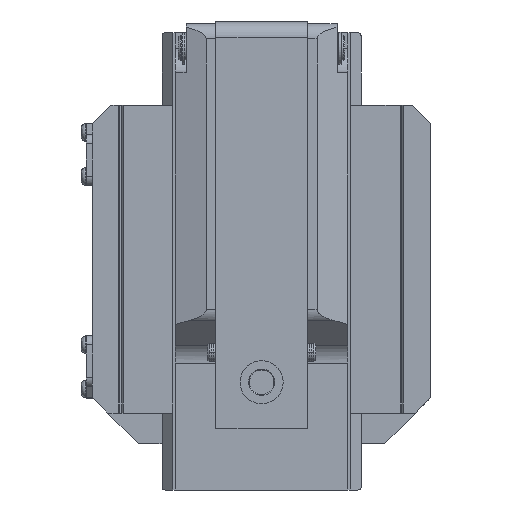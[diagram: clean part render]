
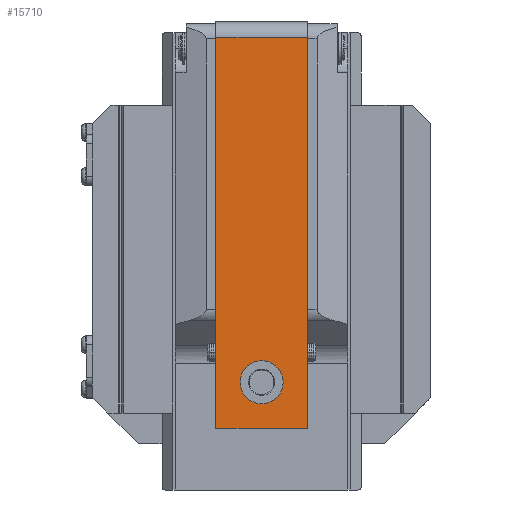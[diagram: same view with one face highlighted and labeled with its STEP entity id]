
A CAD part, left-side view. The second image highlights one B-rep face of the part: STEP entity #15710.
In plain terms, the highlighted planar face has unit normal (-1, 0, 0).
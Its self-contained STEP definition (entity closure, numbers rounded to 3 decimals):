
#3056=DIRECTION('',(0.,0.,1.));
#3057=VECTOR('',#3056,127.);
#3058=CARTESIAN_POINT('',(-114.5,14.85,-45.));
#3059=LINE('',#3058,#3057);
#3170=DIRECTION('',(0.,0.,1.));
#3171=VECTOR('',#3170,127.);
#3172=CARTESIAN_POINT('',(-114.5,-14.85,-45.));
#3173=LINE('',#3172,#3171);
#4778=DIRECTION('',(0.,-1.,0.));
#4779=VECTOR('',#4778,29.7);
#4780=CARTESIAN_POINT('',(-114.5,14.85,82.));
#4781=LINE('',#4780,#4779);
#4782=DIRECTION('',(0.,1.,0.));
#4783=VECTOR('',#4782,29.7);
#4784=CARTESIAN_POINT('',(-114.5,-14.85,-45.));
#4785=LINE('',#4784,#4783);
#4786=CARTESIAN_POINT('',(-114.5,0.,-30.));
#4787=DIRECTION('',(-1.,0.,0.));
#4788=DIRECTION('',(0.,0.,1.));
#4789=AXIS2_PLACEMENT_3D('',#4786,#4787,#4788);
#4791=CARTESIAN_POINT('',(-114.5,0.,-30.));
#4792=DIRECTION('',(-1.,0.,0.));
#4793=DIRECTION('',(0.,0.,-1.));
#4794=AXIS2_PLACEMENT_3D('',#4791,#4792,#4793);
#9114=CARTESIAN_POINT('',(-114.5,-14.85,-45.));
#9115=VERTEX_POINT('',#9114);
#9120=CARTESIAN_POINT('',(-114.5,14.85,-45.));
#9121=VERTEX_POINT('',#9120);
#9127=CARTESIAN_POINT('',(-114.5,-14.85,82.));
#9129=VERTEX_POINT('',#9127);
#9130=CARTESIAN_POINT('',(-114.5,14.85,82.));
#9131=VERTEX_POINT('',#9130);
#9432=CARTESIAN_POINT('',(-114.5,0.,-23.));
#9433=CARTESIAN_POINT('',(-114.5,0.,-37.));
#9434=VERTEX_POINT('',#9432);
#9435=VERTEX_POINT('',#9433);
#15692=CARTESIAN_POINT('',(-114.5,-14.85,-45.));
#15693=DIRECTION('',(-1.,0.,0.));
#15694=DIRECTION('',(0.,0.,1.));
#15695=AXIS2_PLACEMENT_3D('',#15692,#15693,#15694);
#15696=PLANE('',#15695);
#15697=ORIENTED_EDGE('',*,*,#15685,.T.);
#15698=ORIENTED_EDGE('',*,*,#13884,.F.);
#15700=ORIENTED_EDGE('',*,*,#15699,.T.);
#15701=ORIENTED_EDGE('',*,*,#13791,.T.);
#15702=EDGE_LOOP('',(#15697,#15698,#15700,#15701));
#15703=FACE_OUTER_BOUND('',#15702,.F.);
#15705=ORIENTED_EDGE('',*,*,#15704,.T.);
#15707=ORIENTED_EDGE('',*,*,#15706,.T.);
#15708=EDGE_LOOP('',(#15705,#15707));
#15709=FACE_BOUND('',#15708,.F.);
#15710=ADVANCED_FACE('',(#15703,#15709),#15696,.T.);
#4790=CIRCLE('',#4789,7.);
#4795=CIRCLE('',#4794,7.);
#13791=EDGE_CURVE('',#9121,#9131,#3059,.T.);
#13884=EDGE_CURVE('',#9115,#9129,#3173,.T.);
#15685=EDGE_CURVE('',#9131,#9129,#4781,.T.);
#15699=EDGE_CURVE('',#9115,#9121,#4785,.T.);
#15704=EDGE_CURVE('',#9434,#9435,#4790,.T.);
#15706=EDGE_CURVE('',#9435,#9434,#4795,.T.);
